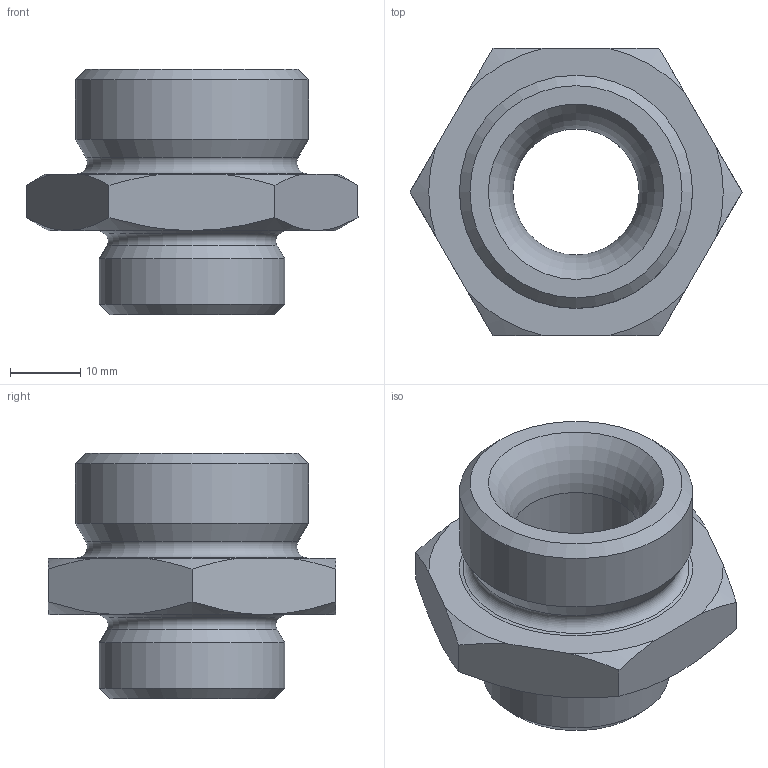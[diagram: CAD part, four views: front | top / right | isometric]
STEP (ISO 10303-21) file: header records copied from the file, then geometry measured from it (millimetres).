
FILE_DESCRIPTION(( 'RX.12.34.100.STP' ), '1');
FILE_NAME( 'RX.12.34.100.STP', '2018-10-10T10:53:21',( 'Sopra'),('sopra-pneumatic.com'), 'SwSTEP 2.0','SolidWorks 2009','' );
FILE_SCHEMA (('AUTOMOTIVE_DESIGN { 1 0 10303 214 1 1 1 1 }'));
Length unit declared in the file: millimetre
Products named in the file (2): Root; 401516
Assembly tree (1 placements, depth 2):
  Root
    401516
Bounding box: 47.34 x 41 x 35 mm (x, y, z)
Volume: 20609.5 mm3; surface area: 7793 mm2
Topology: 1 solids, 1 shells, 35 faces, 84 edges, 57 vertices
Faces by surface type: cone 19, plane 10, torus 3, cylinder 3
Full cylindrical faces by diameter (mm): 18 x1, 26.441 x1, 33.249 x1
Entity records: 1595 total; most frequent: DIRECTION 190, CARTESIAN_POINT 151, PRESENTATION_STYLE_ASSIGNMENT 129, COLOUR_RGB 129, DRAUGHTING_PRE_DEFINED_CURVE_FONT 128, CURVE_STYLE 128, OVER_RIDING_STYLED_ITEM 128, ORIENTED_EDGE 128
